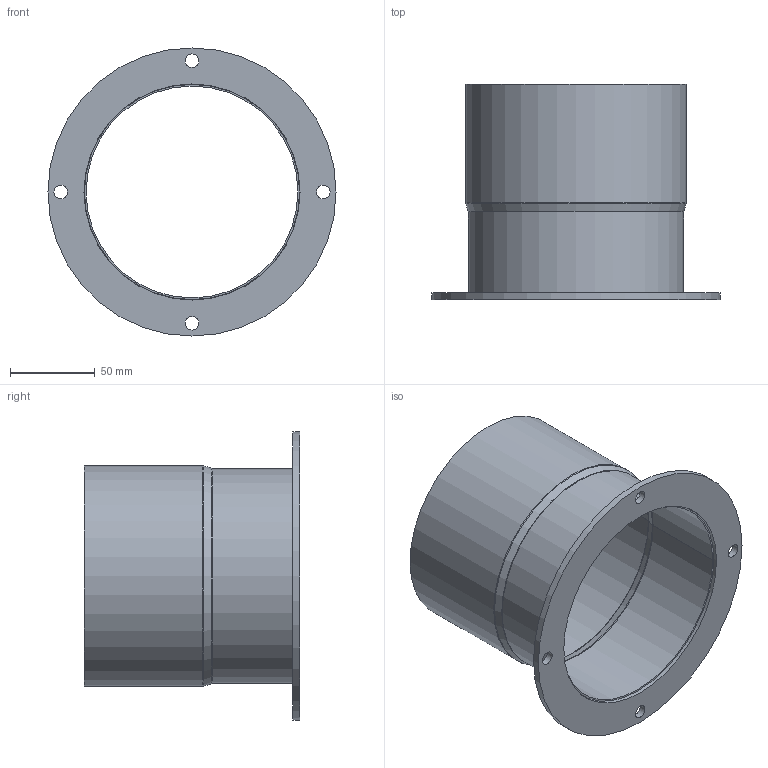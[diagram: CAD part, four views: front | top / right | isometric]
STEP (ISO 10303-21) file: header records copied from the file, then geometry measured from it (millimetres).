
FILE_DESCRIPTION(/* description */ ('Rörämne imkanal'),/* implementation_level */ '2;1');
FILE_NAME(/* name */ 'HSKFMH-01.stp',/* time_stamp */ '2015-07-10T13:27:07+02:00',/* author */ ('John'),/* organization */ (''),/* preprocessor_version */ 'ST-DEVELOPER v15.6',/* originating_system */ 'Autodesk Inventor 2015',/* authorisation */ '');
FILE_SCHEMA (('AUTOMOTIVE_DESIGN { 1 0 10303 214 3 1 1 }'));
Length unit declared in the file: millimetre
Products named in the file (3): HSKFMH-AA-01; HFSH-125; HSKFMH-01
Assembly tree (2 placements, depth 2):
  HSKFMH-01
    HSKFMH-AA-01
    HFSH-125
Bounding box: 170 x 127 x 170 mm (x, y, z)
Volume: 89210.1 mm3; surface area: 125237 mm2
Topology: 2 solids, 2 shells, 30 faces, 62 edges, 36 vertices
Faces by surface type: plane 14, cylinder 10, torus 4, cone 2
Full cylindrical faces by diameter (mm): 8 x4, 127.5 x1, 170 x1
Entity records: 874 total; most frequent: DIRECTION 158, CARTESIAN_POINT 127, ORIENTED_EDGE 112, AXIS2_PLACEMENT_3D 67, EDGE_CURVE 56, EDGE_LOOP 46, VERTEX_POINT 36, CIRCLE 32
